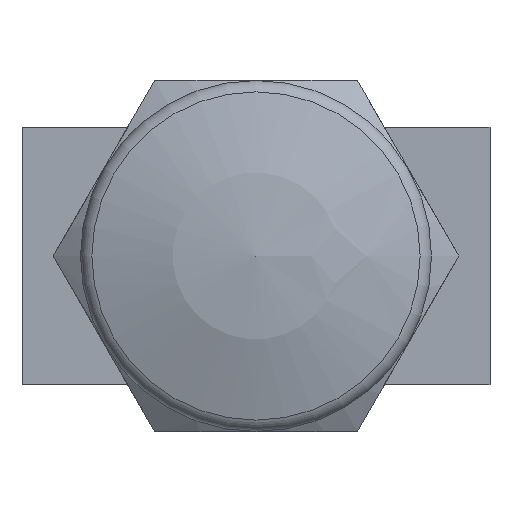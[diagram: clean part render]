
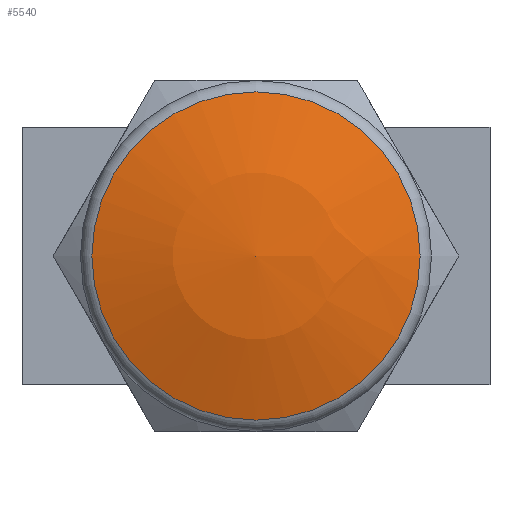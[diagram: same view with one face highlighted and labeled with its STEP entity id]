
A CAD part, left-side view. The second image highlights one B-rep face of the part: STEP entity #5540.
In plain terms, the highlighted spherical face has radius 40 mm.
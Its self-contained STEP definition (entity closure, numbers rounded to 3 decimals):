
#980=ORIENTED_EDGE('',*,*,#2054,.T.);
#2054=EDGE_CURVE('',#2591,#2591,#2983,.F.);
#2591=VERTEX_POINT('',#7081);
#2983=CIRCLE('',#5817,14.026);
#3105=EDGE_LOOP('',(#980));
#3493=FACE_BOUND('',#3105,.T.);
#3882=SPHERICAL_SURFACE('',#5816,40.);
#5540=ADVANCED_FACE('',(#3493),#3882,.T.);
#5816=AXIS2_PLACEMENT_3D('',#7079,#6144,#6145);
#5817=AXIS2_PLACEMENT_3D('',#7080,#6146,#6147);
#6144=DIRECTION('',(-1.,0.,0.));
#6145=DIRECTION('',(0.,-1.,0.));
#6146=DIRECTION('',(1.,0.,0.));
#6147=DIRECTION('',(0.,-1.,0.));
#7079=CARTESIAN_POINT('',(-78.9,0.,0.));
#7080=CARTESIAN_POINT('',(-116.36,0.,0.));
#7081=CARTESIAN_POINT('',(-116.36,-14.026,0.));
